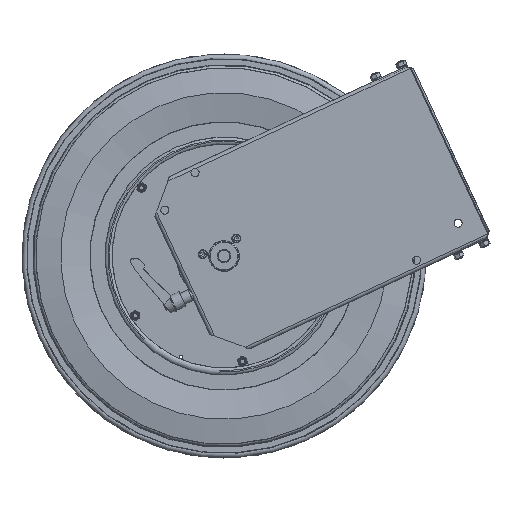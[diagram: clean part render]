
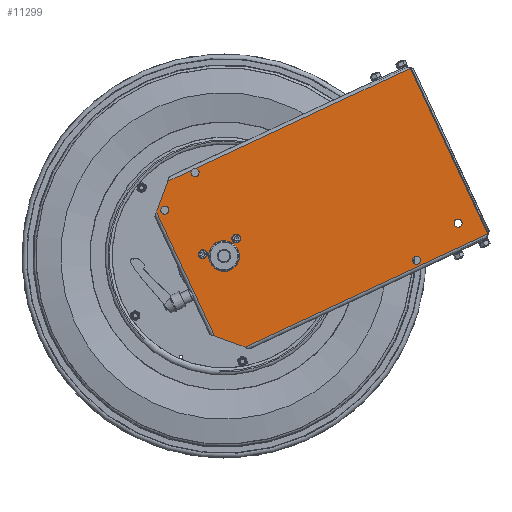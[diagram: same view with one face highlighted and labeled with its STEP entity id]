
A CAD part, left-side view. The second image highlights one B-rep face of the part: STEP entity #11299.
In plain terms, the highlighted face is planar.
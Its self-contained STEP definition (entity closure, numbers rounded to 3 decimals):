
#105 = DIRECTION ( 'NONE',  ( 0., 0., -1. ) ) ;
#146 = CARTESIAN_POINT ( 'NONE',  ( -24.429, -103., 340.429 ) ) ;
#184 = CARTESIAN_POINT ( 'NONE',  ( -24.429, 103., 340.429 ) ) ;
#195 = CARTESIAN_POINT ( 'NONE',  ( -24.429, -78., 28. ) ) ;
#352 = CARTESIAN_POINT ( 'NONE',  ( -24.429, -96., 83.45 ) ) ;
#790 = AXIS2_PLACEMENT_3D ( 'NONE', #195, #20802, #15995 ) ;
#897 = FACE_BOUND ( 'NONE', #23615, .T. ) ;
#1039 = CARTESIAN_POINT ( 'NONE',  ( -24.429, -102.906, 3. ) ) ;
#1268 = VERTEX_POINT ( 'NONE', #12676 ) ;
#1602 = DIRECTION ( 'NONE',  ( 0., 0., -1. ) ) ;
#1730 = CARTESIAN_POINT ( 'NONE',  ( -24.429, 0., 282.529 ) ) ;
#1747 = ORIENTED_EDGE ( 'NONE', *, *, #14387, .F. ) ;
#1997 = LINE ( 'NONE', #146, #23238 ) ;
#2021 = EDGE_LOOP ( 'NONE', ( #18045 ) ) ;
#2123 = CARTESIAN_POINT ( 'NONE',  ( -24.429, -77., 330.429 ) ) ;
#2228 = VECTOR ( 'NONE', #6627, 1000. ) ;
#2420 = DIRECTION ( 'NONE',  ( 0., 0., 1. ) ) ;
#2743 = VECTOR ( 'NONE', #10346, 1000. ) ;
#2952 = EDGE_CURVE ( 'NONE', #3348, #20923, #16294, .T. ) ;
#3270 = DIRECTION ( 'NONE',  ( 1., 0., 0. ) ) ;
#3348 = VERTEX_POINT ( 'NONE', #12655 ) ;
#4018 = EDGE_CURVE ( 'NONE', #9331, #19798, #19186, .T. ) ;
#4113 = CARTESIAN_POINT ( 'NONE',  ( -24.429, 12., 258.495 ) ) ;
#4196 = LINE ( 'NONE', #20696, #4726 ) ;
#4254 = FACE_BOUND ( 'NONE', #14640, .T. ) ;
#4365 = EDGE_LOOP ( 'NONE', ( #16023, #18485, #12740, #18849, #10334, #21065, #5461, #13152, #6562, #18165 ) ) ;
#4458 = VERTEX_POINT ( 'NONE', #6080 ) ;
#4691 = EDGE_CURVE ( 'NONE', #23222, #7095, #16032, .T. ) ;
#4726 = VECTOR ( 'NONE', #17470, 1000. ) ;
#4768 = CIRCLE ( 'NONE', #790, 4.55 ) ;
#4863 = CARTESIAN_POINT ( 'NONE',  ( -24.429, 103., 340.429 ) ) ;
#5129 = DIRECTION ( 'NONE',  ( 0., -1., 0. ) ) ;
#5380 = EDGE_CURVE ( 'NONE', #9331, #20033, #20706, .T. ) ;
#5428 = CIRCLE ( 'NONE', #24428, 3.25 ) ;
#5461 = ORIENTED_EDGE ( 'NONE', *, *, #17008, .T. ) ;
#6054 = DIRECTION ( 'NONE',  ( 0., 0.653, -0.757 ) ) ;
#6080 = CARTESIAN_POINT ( 'NONE',  ( -24.429, 0., 265.779 ) ) ;
#6129 = FACE_OUTER_BOUND ( 'NONE', #4365, .T. ) ;
#6246 = FACE_BOUND ( 'NONE', #2021, .T. ) ;
#6369 = DIRECTION ( 'NONE',  ( 1., 0., 0. ) ) ;
#6506 = FACE_BOUND ( 'NONE', #16501, .T. ) ;
#6562 = ORIENTED_EDGE ( 'NONE', *, *, #4691, .T. ) ;
#6627 = DIRECTION ( 'NONE',  ( 0., 0.653, 0.757 ) ) ;
#6749 = EDGE_CURVE ( 'NONE', #16616, #1268, #1997, .T. ) ;
#6863 = ORIENTED_EDGE ( 'NONE', *, *, #23766, .F. ) ;
#6961 = CARTESIAN_POINT ( 'NONE',  ( -24.429, 103., 274.628 ) ) ;
#6991 = EDGE_CURVE ( 'NONE', #8097, #23222, #20349, .T. ) ;
#7000 = AXIS2_PLACEMENT_3D ( 'NONE', #1730, #17115, #105 ) ;
#7095 = VERTEX_POINT ( 'NONE', #16497 ) ;
#7529 = VECTOR ( 'NONE', #11711, 1000. ) ;
#7630 = CARTESIAN_POINT ( 'NONE',  ( -24.429, 60., 347.429 ) ) ;
#7685 = CARTESIAN_POINT ( 'NONE',  ( -24.429, -23., 3. ) ) ;
#7745 = DIRECTION ( 'NONE',  ( 0., 0., 1. ) ) ;
#7787 = AXIS2_PLACEMENT_3D ( 'NONE', #9437, #17243, #1602 ) ;
#7949 = VERTEX_POINT ( 'NONE', #352 ) ;
#8097 = VERTEX_POINT ( 'NONE', #1039 ) ;
#8797 = DIRECTION ( 'NONE',  ( 1., 0., 0. ) ) ;
#9331 = VERTEX_POINT ( 'NONE', #6961 ) ;
#9437 = CARTESIAN_POINT ( 'NONE',  ( -24.429, -96., 88. ) ) ;
#9458 = EDGE_CURVE ( 'NONE', #20923, #1268, #4196, .T. ) ;
#9887 = CARTESIAN_POINT ( 'NONE',  ( -24.429, 12., 261.745 ) ) ;
#9968 = DIRECTION ( 'NONE',  ( 0., 0., -1. ) ) ;
#10169 = EDGE_CURVE ( 'NONE', #7095, #20033, #15903, .T. ) ;
#10182 = CARTESIAN_POINT ( 'NONE',  ( -24.429, 102.906, 3. ) ) ;
#10289 = EDGE_LOOP ( 'NONE', ( #6863 ) ) ;
#10334 = ORIENTED_EDGE ( 'NONE', *, *, #9458, .T. ) ;
#10346 = DIRECTION ( 'NONE',  ( 0., 0., 1. ) ) ;
#10387 = DIRECTION ( 'NONE',  ( 0., 0., -1. ) ) ;
#10869 = EDGE_CURVE ( 'NONE', #19798, #3348, #11219, .T. ) ;
#11142 = CIRCLE ( 'NONE', #13512, 3.25 ) ;
#11219 = LINE ( 'NONE', #7630, #7529 ) ;
#11299 = ADVANCED_FACE ( 'NONE', ( #6129, #897, #21242, #4254, #11833, #6246, #6506 ), #14063, .T. ) ;
#11711 = DIRECTION ( 'NONE',  ( 0., -0.707, 0.707 ) ) ;
#11833 = FACE_BOUND ( 'NONE', #10289, .T. ) ;
#11936 = VERTEX_POINT ( 'NONE', #4113 ) ;
#12032 = VECTOR ( 'NONE', #2420, 1000. ) ;
#12523 = CARTESIAN_POINT ( 'NONE',  ( -24.429, 99., 272.459 ) ) ;
#12580 = CARTESIAN_POINT ( 'NONE',  ( -24.429, 12., 303.314 ) ) ;
#12655 = CARTESIAN_POINT ( 'NONE',  ( -24.429, 77., 330.429 ) ) ;
#12676 = CARTESIAN_POINT ( 'NONE',  ( -24.429, -103., 304.429 ) ) ;
#12740 = ORIENTED_EDGE ( 'NONE', *, *, #10869, .T. ) ;
#13152 = ORIENTED_EDGE ( 'NONE', *, *, #6991, .T. ) ;
#13284 = CARTESIAN_POINT ( 'NONE',  ( -24.429, 75., 316.579 ) ) ;
#13512 = AXIS2_PLACEMENT_3D ( 'NONE', #9887, #3270, #10387 ) ;
#13805 = CARTESIAN_POINT ( 'NONE',  ( -24.429, -23., 340.429 ) ) ;
#13818 = AXIS2_PLACEMENT_3D ( 'NONE', #13805, #21368, #20108 ) ;
#14057 = VECTOR ( 'NONE', #5129, 1000. ) ;
#14063 = PLANE ( 'NONE',  #13818 ) ;
#14375 = DIRECTION ( 'NONE',  ( 0., 0., -1. ) ) ;
#14387 = EDGE_CURVE ( 'NONE', #11936, #11936, #11142, .T. ) ;
#14509 = CIRCLE ( 'NONE', #7000, 16.75 ) ;
#14640 = EDGE_LOOP ( 'NONE', ( #14655 ) ) ;
#14655 = ORIENTED_EDGE ( 'NONE', *, *, #21320, .F. ) ;
#15058 = ORIENTED_EDGE ( 'NONE', *, *, #19343, .F. ) ;
#15103 = CARTESIAN_POINT ( 'NONE',  ( -24.429, 103., 304.429 ) ) ;
#15361 = VERTEX_POINT ( 'NONE', #21443 ) ;
#15546 = AXIS2_PLACEMENT_3D ( 'NONE', #12523, #8797, #14375 ) ;
#15903 = LINE ( 'NONE', #4863, #2743 ) ;
#15995 = DIRECTION ( 'NONE',  ( 0., 0., -1. ) ) ;
#16023 = ORIENTED_EDGE ( 'NONE', *, *, #5380, .F. ) ;
#16032 = LINE ( 'NONE', #23578, #2228 ) ;
#16294 = LINE ( 'NONE', #16531, #14057 ) ;
#16497 = CARTESIAN_POINT ( 'NONE',  ( -24.429, 103., 3.109 ) ) ;
#16501 = EDGE_LOOP ( 'NONE', ( #1747 ) ) ;
#16531 = CARTESIAN_POINT ( 'NONE',  ( -24.429, -23., 330.429 ) ) ;
#16616 = VERTEX_POINT ( 'NONE', #22166 ) ;
#17008 = EDGE_CURVE ( 'NONE', #16616, #8097, #23014, .T. ) ;
#17115 = DIRECTION ( 'NONE',  ( 1., 0., 0. ) ) ;
#17154 = CIRCLE ( 'NONE', #22696, 4.55 ) ;
#17155 = VECTOR ( 'NONE', #6054, 1000. ) ;
#17243 = DIRECTION ( 'NONE',  ( 1., 0., 0. ) ) ;
#17470 = DIRECTION ( 'NONE',  ( 0., -0.707, -0.707 ) ) ;
#17616 = ORIENTED_EDGE ( 'NONE', *, *, #22883, .F. ) ;
#18045 = ORIENTED_EDGE ( 'NONE', *, *, #23003, .F. ) ;
#18165 = ORIENTED_EDGE ( 'NONE', *, *, #10169, .T. ) ;
#18485 = ORIENTED_EDGE ( 'NONE', *, *, #4018, .T. ) ;
#18650 = DIRECTION ( 'NONE',  ( 1., 0., 0. ) ) ;
#18849 = ORIENTED_EDGE ( 'NONE', *, *, #2952, .T. ) ;
#18875 = CIRCLE ( 'NONE', #7787, 4.55 ) ;
#18977 = VERTEX_POINT ( 'NONE', #13284 ) ;
#19186 = LINE ( 'NONE', #184, #12032 ) ;
#19343 = EDGE_CURVE ( 'NONE', #18977, #18977, #17154, .T. ) ;
#19798 = VERTEX_POINT ( 'NONE', #15103 ) ;
#20033 = VERTEX_POINT ( 'NONE', #24382 ) ;
#20108 = DIRECTION ( 'NONE',  ( 0., 0., -1. ) ) ;
#20349 = LINE ( 'NONE', #7685, #20466 ) ;
#20466 = VECTOR ( 'NONE', #24052, 1000. ) ;
#20696 = CARTESIAN_POINT ( 'NONE',  ( -24.429, -60., 347.429 ) ) ;
#20706 = CIRCLE ( 'NONE', #15546, 4.55 ) ;
#20802 = DIRECTION ( 'NONE',  ( 1., 0., 0. ) ) ;
#20923 = VERTEX_POINT ( 'NONE', #2123 ) ;
#20951 = VERTEX_POINT ( 'NONE', #22438 ) ;
#21065 = ORIENTED_EDGE ( 'NONE', *, *, #6749, .F. ) ;
#21242 = FACE_BOUND ( 'NONE', #24170, .T. ) ;
#21320 = EDGE_CURVE ( 'NONE', #20951, #20951, #4768, .T. ) ;
#21368 = DIRECTION ( 'NONE',  ( 1., 0., 0. ) ) ;
#21417 = CARTESIAN_POINT ( 'NONE',  ( -24.429, -105., 5.429 ) ) ;
#21443 = CARTESIAN_POINT ( 'NONE',  ( -24.429, 12., 300.064 ) ) ;
#22166 = CARTESIAN_POINT ( 'NONE',  ( -24.429, -103., 3.109 ) ) ;
#22438 = CARTESIAN_POINT ( 'NONE',  ( -24.429, -78., 23.45 ) ) ;
#22696 = AXIS2_PLACEMENT_3D ( 'NONE', #23325, #6369, #9968 ) ;
#22883 = EDGE_CURVE ( 'NONE', #7949, #7949, #18875, .T. ) ;
#23003 = EDGE_CURVE ( 'NONE', #4458, #4458, #14509, .T. ) ;
#23014 = LINE ( 'NONE', #21417, #17155 ) ;
#23222 = VERTEX_POINT ( 'NONE', #10182 ) ;
#23238 = VECTOR ( 'NONE', #7745, 1000. ) ;
#23325 = CARTESIAN_POINT ( 'NONE',  ( -24.429, 75., 321.129 ) ) ;
#23578 = CARTESIAN_POINT ( 'NONE',  ( -24.429, 105., 5.429 ) ) ;
#23615 = EDGE_LOOP ( 'NONE', ( #15058 ) ) ;
#23766 = EDGE_CURVE ( 'NONE', #15361, #15361, #5428, .T. ) ;
#23955 = DIRECTION ( 'NONE',  ( 0., 0., -1. ) ) ;
#24052 = DIRECTION ( 'NONE',  ( 0., 1., 0. ) ) ;
#24170 = EDGE_LOOP ( 'NONE', ( #17616 ) ) ;
#24382 = CARTESIAN_POINT ( 'NONE',  ( -24.429, 103., 270.291 ) ) ;
#24428 = AXIS2_PLACEMENT_3D ( 'NONE', #12580, #18650, #23955 ) ;
